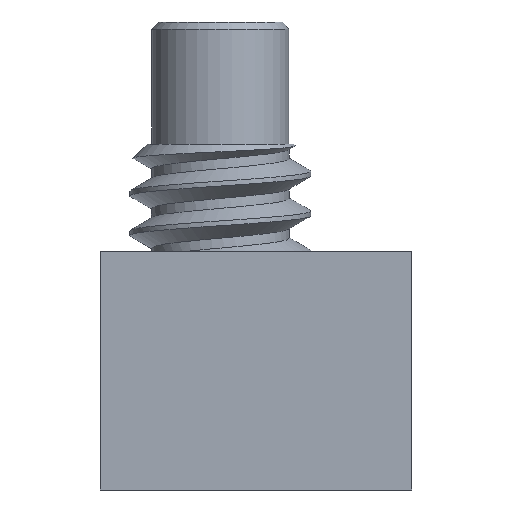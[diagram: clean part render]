
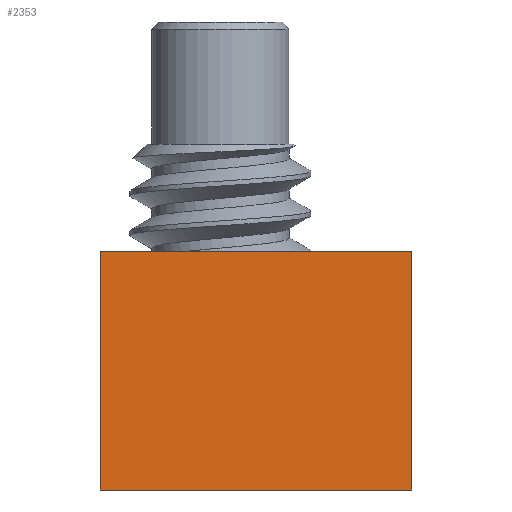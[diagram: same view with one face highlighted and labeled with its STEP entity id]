
A CAD part, left-side view. The second image highlights one B-rep face of the part: STEP entity #2353.
In plain terms, the highlighted planar face has unit normal (-1, 0, 0).
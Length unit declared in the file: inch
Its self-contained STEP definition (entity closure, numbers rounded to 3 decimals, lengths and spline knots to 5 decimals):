
#37 = AXIS2_PLACEMENT_3D ( 'NONE', #1213, #1410, #1805 ) ;
#98 = EDGE_CURVE ( 'NONE', #1133, #1912, #1547, .T. ) ;
#261 = EDGE_CURVE ( 'NONE', #1611, #1133, #1943, .T. ) ;
#304 = ORIENTED_EDGE ( 'NONE', *, *, #1477, .T. ) ;
#349 = LINE ( 'NONE', #1855, #690 ) ;
#452 = CARTESIAN_POINT ( 'NONE',  ( -0.125, 0.12598, 0.125 ) ) ;
#654 = FACE_OUTER_BOUND ( 'NONE', #2169, .T. ) ;
#690 = VECTOR ( 'NONE', #1438, 39.37008 ) ;
#716 = VECTOR ( 'NONE', #2097, 39.37008 ) ;
#734 = CARTESIAN_POINT ( 'NONE',  ( -0.125, -0.20079, 0.125 ) ) ;
#899 = DIRECTION ( 'NONE',  ( 0., 1., 0. ) ) ;
#1098 = CARTESIAN_POINT ( 'NONE',  ( -0.125, -0.20079, -0.125 ) ) ;
#1133 = VERTEX_POINT ( 'NONE', #2091 ) ;
#1213 = CARTESIAN_POINT ( 'NONE',  ( -0.125, -0.20079, 0.125 ) ) ;
#1282 = CARTESIAN_POINT ( 'NONE',  ( -0.125, -0.20079, 0.125 ) ) ;
#1332 = ORIENTED_EDGE ( 'NONE', *, *, #261, .F. ) ;
#1393 = VECTOR ( 'NONE', #899, 39.37008 ) ;
#1410 = DIRECTION ( 'NONE',  ( -1., 0., 0. ) ) ;
#1438 = DIRECTION ( 'NONE',  ( 0., 1., 0. ) ) ;
#1477 = EDGE_CURVE ( 'NONE', #1611, #1708, #1662, .T. ) ;
#1524 = EDGE_CURVE ( 'NONE', #1708, #1912, #349, .T. ) ;
#1547 = LINE ( 'NONE', #2087, #716 ) ;
#1608 = ORIENTED_EDGE ( 'NONE', *, *, #98, .F. ) ;
#1611 = VERTEX_POINT ( 'NONE', #1098 ) ;
#1662 = LINE ( 'NONE', #1282, #1760 ) ;
#1708 = VERTEX_POINT ( 'NONE', #734 ) ;
#1760 = VECTOR ( 'NONE', #2032, 39.37008 ) ;
#1792 = ORIENTED_EDGE ( 'NONE', *, *, #1524, .T. ) ;
#1805 = DIRECTION ( 'NONE',  ( 0., 0., 1. ) ) ;
#1855 = CARTESIAN_POINT ( 'NONE',  ( -0.125, -0.20079, 0.125 ) ) ;
#1912 = VERTEX_POINT ( 'NONE', #452 ) ;
#1943 = LINE ( 'NONE', #2194, #1393 ) ;
#2032 = DIRECTION ( 'NONE',  ( 0., 0., 1. ) ) ;
#2087 = CARTESIAN_POINT ( 'NONE',  ( -0.125, 0.12598, 0.125 ) ) ;
#2091 = CARTESIAN_POINT ( 'NONE',  ( -0.125, 0.12598, -0.125 ) ) ;
#2097 = DIRECTION ( 'NONE',  ( 0., 0., 1. ) ) ;
#2169 = EDGE_LOOP ( 'NONE', ( #1792, #1608, #1332, #304 ) ) ;
#2194 = CARTESIAN_POINT ( 'NONE',  ( -0.125, -0.20079, -0.125 ) ) ;
#2351 = PLANE ( 'NONE',  #37 ) ;
#2353 = ADVANCED_FACE ( 'NONE', ( #654 ), #2351, .T. ) ;
